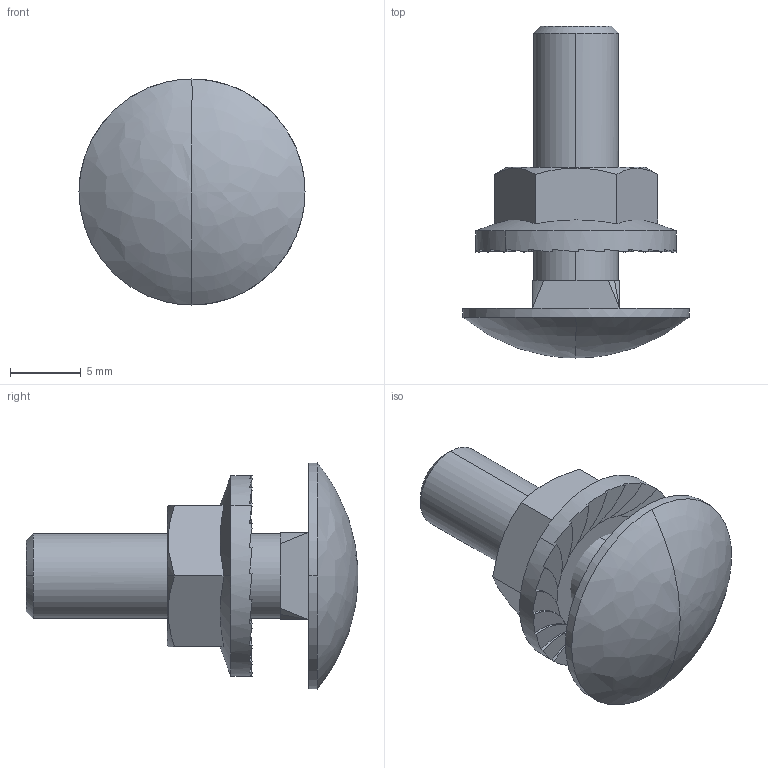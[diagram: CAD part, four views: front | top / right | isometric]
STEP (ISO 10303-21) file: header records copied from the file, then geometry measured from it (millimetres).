
FILE_DESCRIPTION(/* description */ (''),/* implementation_level */ '2;1');
FILE_NAME(/* name */ '6406181',/* time_stamp */ '2014-01-15T13:38:08+01:00',/* author */ (''),/* organization */ (''),/* preprocessor_version */ 'ST-DEVELOPER v15',/* originating_system */ '',/* authorisation */ '');
FILE_SCHEMA (('CONFIG_CONTROL_DESIGN'));
Length unit declared in the file: millimetre
Products named in the file (1): Document
Bounding box: 16 x 23.5 x 16 mm (x, y, z)
Volume: 1511.3 mm3; surface area: 1410.9 mm2
Topology: 2 solids, 2 shells, 135 faces, 357 edges, 226 vertices
Faces by surface type: bspline 72, plane 63
Entity records: 5460 total; most frequent: CARTESIAN_POINT 3200, ORIENTED_EDGE 710, EDGE_CURVE 355, B_SPLINE_CURVE_WITH_KNOTS 273, VERTEX_POINT 226, EDGE_LOOP 139, ADVANCED_FACE 135, FACE_OUTER_BOUND 135
